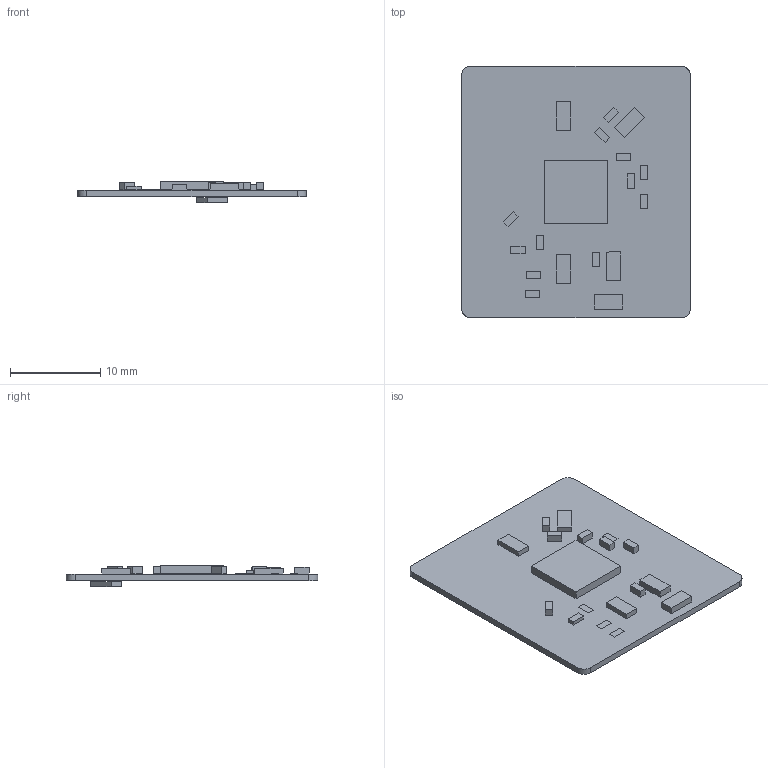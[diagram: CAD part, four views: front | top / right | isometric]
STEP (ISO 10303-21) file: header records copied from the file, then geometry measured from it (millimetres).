
FILE_DESCRIPTION(/* description */ (''),/* implementation_level */ '2;1');
FILE_NAME(/* name */ 'TMC5130-BOB',/* time_stamp */ '2023-06-16T14:20:01+02:00',/* author */ (''),/* organization */ (''),/* preprocessor_version */ 'ST-DEVELOPER v16.5',/* originating_system */ '',/* authorisation */ '');
FILE_SCHEMA (('CONFIG_CONTROL_DESIGN'));
Length unit declared in the file: millimetre
Products named in the file (1): Document
Bounding box: 25.4 x 27.94 x 2.44 mm (x, y, z)
Volume: 586.5 mm3; surface area: 1783 mm2
Topology: 20 solids, 20 shells, 124 faces, 252 edges, 168 vertices
Faces by surface type: bspline 124
Entity records: 5744 total; most frequent: CARTESIAN_POINT 2226, B_SPLINE_CURVE_WITH_KNOTS 716, ORIENTED_EDGE 504, PCURVE 504, DEFINITIONAL_REPRESENTATION 504, SURFACE_CURVE 252, EDGE_CURVE 252, VERTEX_POINT 168
